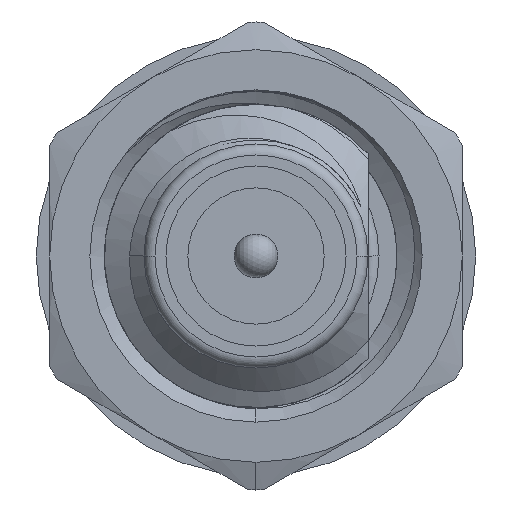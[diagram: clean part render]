
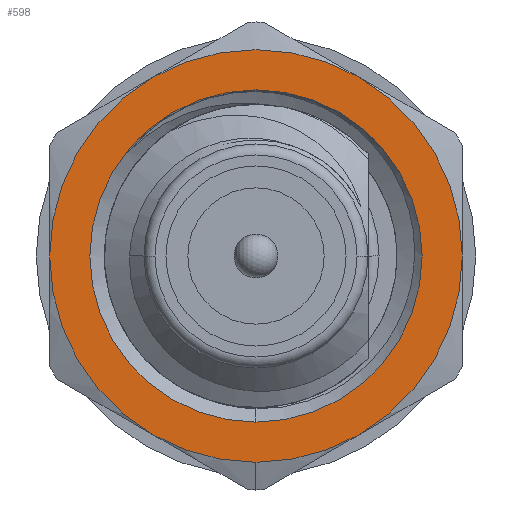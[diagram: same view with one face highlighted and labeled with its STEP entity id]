
A CAD part, left-side view. The second image highlights one B-rep face of the part: STEP entity #598.
In plain terms, the highlighted planar face has unit normal (-1, 0, 0).
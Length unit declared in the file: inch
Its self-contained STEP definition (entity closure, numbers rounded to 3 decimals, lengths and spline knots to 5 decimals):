
#155 = DIRECTION ( 'NONE',  ( 1., 0., 0. ) ) ;
#369 = AXIS2_PLACEMENT_3D ( 'NONE', #1728, #2923, #11133 ) ;
#442 = VERTEX_POINT ( 'NONE', #14770 ) ;
#486 = CARTESIAN_POINT ( 'NONE',  ( 0.174, 0.04695, 0.08132 ) ) ;
#510 = AXIS2_PLACEMENT_3D ( 'NONE', #6858, #10271, #3239 ) ;
#598 = ADVANCED_FACE ( 'NONE', ( #2645, #10383 ), #1287, .F. ) ;
#658 = CIRCLE ( 'NONE', #510, 0.0939 ) ;
#813 = AXIS2_PLACEMENT_3D ( 'NONE', #12683, #7955, #972 ) ;
#972 = DIRECTION ( 'NONE',  ( 0., 0., -1. ) ) ;
#980 = CARTESIAN_POINT ( 'NONE',  ( 0.174, 0., -0.0939 ) ) ;
#1037 = DIRECTION ( 'NONE',  ( 0., 0., -1. ) ) ;
#1081 = DIRECTION ( 'NONE',  ( -1., 0., 0. ) ) ;
#1287 = PLANE ( 'NONE',  #2034 ) ;
#1496 = CARTESIAN_POINT ( 'NONE',  ( 0.174, 0., -0.07561 ) ) ;
#1728 = CARTESIAN_POINT ( 'NONE',  ( 0.174, 0., 0. ) ) ;
#2034 = AXIS2_PLACEMENT_3D ( 'NONE', #14277, #155, #8281 ) ;
#2521 = CIRCLE ( 'NONE', #12981, 0.0939 ) ;
#2645 = FACE_BOUND ( 'NONE', #12940, .T. ) ;
#2734 = CIRCLE ( 'NONE', #5781, 0.0939 ) ;
#2809 = CARTESIAN_POINT ( 'NONE',  ( 0.174, 0., 0. ) ) ;
#2890 = EDGE_CURVE ( 'NONE', #14767, #3902, #12379, .T. ) ;
#2923 = DIRECTION ( 'NONE',  ( -1., 0., 0. ) ) ;
#2932 = CIRCLE ( 'NONE', #6953, 0.07561 ) ;
#3239 = DIRECTION ( 'NONE',  ( 0., 0., -1. ) ) ;
#3247 = ORIENTED_EDGE ( 'NONE', *, *, #9211, .F. ) ;
#3902 = VERTEX_POINT ( 'NONE', #486 ) ;
#3965 = EDGE_CURVE ( 'NONE', #8500, #4924, #2521, .T. ) ;
#4261 = DIRECTION ( 'NONE',  ( -1., 0., 0. ) ) ;
#4451 = EDGE_CURVE ( 'NONE', #6875, #8500, #8507, .T. ) ;
#4924 = VERTEX_POINT ( 'NONE', #7835 ) ;
#5194 = CARTESIAN_POINT ( 'NONE',  ( 0.174, 0., 0. ) ) ;
#5603 = ORIENTED_EDGE ( 'NONE', *, *, #3965, .T. ) ;
#5781 = AXIS2_PLACEMENT_3D ( 'NONE', #11369, #10138, #12601 ) ;
#5857 = VERTEX_POINT ( 'NONE', #1496 ) ;
#6222 = CIRCLE ( 'NONE', #369, 0.0939 ) ;
#6446 = CARTESIAN_POINT ( 'NONE',  ( 0.174, 0.04695, -0.08132 ) ) ;
#6858 = CARTESIAN_POINT ( 'NONE',  ( 0.174, 0., 0. ) ) ;
#6875 = VERTEX_POINT ( 'NONE', #6446 ) ;
#6953 = AXIS2_PLACEMENT_3D ( 'NONE', #11399, #11349, #12630 ) ;
#7304 = VERTEX_POINT ( 'NONE', #12997 ) ;
#7835 = CARTESIAN_POINT ( 'NONE',  ( 0.174, -0.04695, -0.08132 ) ) ;
#7955 = DIRECTION ( 'NONE',  ( 1., 0., 0. ) ) ;
#8032 = CARTESIAN_POINT ( 'NONE',  ( 0.174, 0., 0. ) ) ;
#8077 = ORIENTED_EDGE ( 'NONE', *, *, #14409, .T. ) ;
#8078 = ORIENTED_EDGE ( 'NONE', *, *, #12708, .T. ) ;
#8243 = AXIS2_PLACEMENT_3D ( 'NONE', #11285, #4261, #13660 ) ;
#8281 = DIRECTION ( 'NONE',  ( 0., 0., -1. ) ) ;
#8342 = ORIENTED_EDGE ( 'NONE', *, *, #14620, .T. ) ;
#8357 = AXIS2_PLACEMENT_3D ( 'NONE', #2809, #11022, #8768 ) ;
#8500 = VERTEX_POINT ( 'NONE', #980 ) ;
#8507 = CIRCLE ( 'NONE', #8357, 0.0939 ) ;
#8768 = DIRECTION ( 'NONE',  ( 0., 0., -1. ) ) ;
#8890 = ORIENTED_EDGE ( 'NONE', *, *, #2890, .T. ) ;
#9211 = EDGE_CURVE ( 'NONE', #6875, #10795, #658, .T. ) ;
#9233 = EDGE_CURVE ( 'NONE', #5857, #7304, #10572, .T. ) ;
#10138 = DIRECTION ( 'NONE',  ( -1., 0., 0. ) ) ;
#10271 = DIRECTION ( 'NONE',  ( 1., 0., 0. ) ) ;
#10383 = FACE_OUTER_BOUND ( 'NONE', #11716, .T. ) ;
#10572 = CIRCLE ( 'NONE', #813, 0.07561 ) ;
#10795 = VERTEX_POINT ( 'NONE', #15163 ) ;
#10994 = ORIENTED_EDGE ( 'NONE', *, *, #4451, .T. ) ;
#11022 = DIRECTION ( 'NONE',  ( -1., 0., 0. ) ) ;
#11133 = DIRECTION ( 'NONE',  ( 0., 0., -1. ) ) ;
#11241 = AXIS2_PLACEMENT_3D ( 'NONE', #8032, #1081, #1037 ) ;
#11285 = CARTESIAN_POINT ( 'NONE',  ( 0.174, 0., 0. ) ) ;
#11349 = DIRECTION ( 'NONE',  ( 1., 0., 0. ) ) ;
#11369 = CARTESIAN_POINT ( 'NONE',  ( 0.174, 0., 0. ) ) ;
#11399 = CARTESIAN_POINT ( 'NONE',  ( 0.174, 0., 0. ) ) ;
#11716 = EDGE_LOOP ( 'NONE', ( #10994, #5603, #14117, #8077, #8890, #8342, #3247 ) ) ;
#11813 = ORIENTED_EDGE ( 'NONE', *, *, #9233, .T. ) ;
#12379 = CIRCLE ( 'NONE', #8243, 0.0939 ) ;
#12553 = EDGE_CURVE ( 'NONE', #4924, #442, #6222, .T. ) ;
#12601 = DIRECTION ( 'NONE',  ( 0., 0., -1. ) ) ;
#12630 = DIRECTION ( 'NONE',  ( 0., 0., -1. ) ) ;
#12683 = CARTESIAN_POINT ( 'NONE',  ( 0.174, 0., 0. ) ) ;
#12708 = EDGE_CURVE ( 'NONE', #7304, #5857, #2932, .T. ) ;
#12940 = EDGE_LOOP ( 'NONE', ( #8078, #11813 ) ) ;
#12981 = AXIS2_PLACEMENT_3D ( 'NONE', #5194, #13767, #13455 ) ;
#12997 = CARTESIAN_POINT ( 'NONE',  ( 0.174, 0., 0.07561 ) ) ;
#13053 = CIRCLE ( 'NONE', #11241, 0.0939 ) ;
#13455 = DIRECTION ( 'NONE',  ( 0., 0., -1. ) ) ;
#13660 = DIRECTION ( 'NONE',  ( 0., 0., -1. ) ) ;
#13767 = DIRECTION ( 'NONE',  ( -1., 0., 0. ) ) ;
#14117 = ORIENTED_EDGE ( 'NONE', *, *, #12553, .T. ) ;
#14277 = CARTESIAN_POINT ( 'NONE',  ( 0.174, 0., 0. ) ) ;
#14409 = EDGE_CURVE ( 'NONE', #442, #14767, #2734, .T. ) ;
#14620 = EDGE_CURVE ( 'NONE', #3902, #10795, #13053, .T. ) ;
#14767 = VERTEX_POINT ( 'NONE', #14840 ) ;
#14770 = CARTESIAN_POINT ( 'NONE',  ( 0.174, -0.0939, 0. ) ) ;
#14840 = CARTESIAN_POINT ( 'NONE',  ( 0.174, -0.04695, 0.08132 ) ) ;
#15163 = CARTESIAN_POINT ( 'NONE',  ( 0.174, 0.0939, 0. ) ) ;
